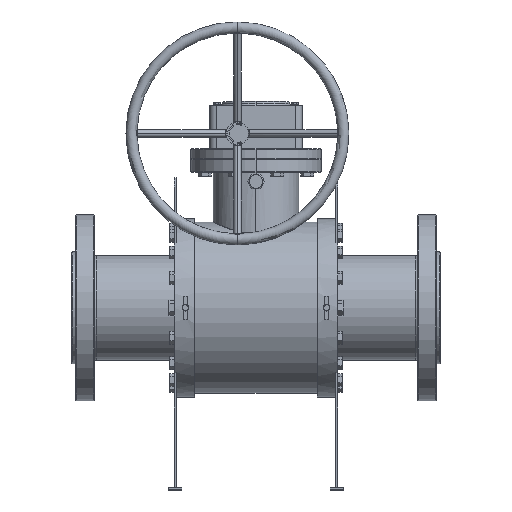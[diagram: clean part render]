
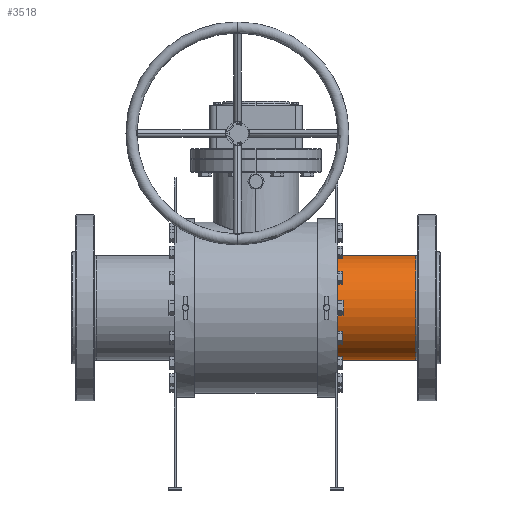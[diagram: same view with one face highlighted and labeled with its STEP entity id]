
A CAD part, top view. The second image highlights one B-rep face of the part: STEP entity #3518.
In plain terms, the highlighted cylindrical face has radius 140.5 mm (diameter 281 mm), a partial arc.
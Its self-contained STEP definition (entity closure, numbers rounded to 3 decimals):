
#167 = ORIENTED_EDGE ( 'NONE', *, *, #28192, .T. ) ;
#1747 = LINE ( 'NONE', #3675, #2647 ) ;
#2094 = EDGE_LOOP ( 'NONE', ( #167, #10100, #4666, #12456 ) ) ;
#2647 = VECTOR ( 'NONE', #24190, 1000. ) ;
#2792 = FACE_OUTER_BOUND ( 'NONE', #2094, .T. ) ;
#3154 = DIRECTION ( 'NONE',  ( 0., 1., 0. ) ) ;
#3518 = ADVANCED_FACE ( 'NONE', ( #2792 ), #4876, .T. ) ;
#3675 = CARTESIAN_POINT ( 'NONE',  ( -495.5, -140.5, 0. ) ) ;
#4071 = CIRCLE ( 'NONE', #10673, 140.5 ) ;
#4666 = ORIENTED_EDGE ( 'NONE', *, *, #5245, .T. ) ;
#4876 = CYLINDRICAL_SURFACE ( 'NONE', #27307, 140.5 ) ;
#5164 = CARTESIAN_POINT ( 'NONE',  ( -495.5, 140.5, 0. ) ) ;
#5245 = EDGE_CURVE ( 'NONE', #28709, #13605, #21177, .T. ) ;
#5289 = CARTESIAN_POINT ( 'NONE',  ( 430.5, 140.5, 0. ) ) ;
#5761 = CARTESIAN_POINT ( 'NONE',  ( 220., -140.5, 0. ) ) ;
#6802 = EDGE_CURVE ( 'NONE', #15437, #13605, #1747, .T. ) ;
#10100 = ORIENTED_EDGE ( 'NONE', *, *, #20819, .T. ) ;
#10673 = AXIS2_PLACEMENT_3D ( 'NONE', #23814, #16731, #3154 ) ;
#12456 = ORIENTED_EDGE ( 'NONE', *, *, #6802, .F. ) ;
#12576 = DIRECTION ( 'NONE',  ( 0., 0., -1. ) ) ;
#13605 = VERTEX_POINT ( 'NONE', #5761 ) ;
#15437 = VERTEX_POINT ( 'NONE', #28048 ) ;
#15931 = DIRECTION ( 'NONE',  ( 0., -1., 0. ) ) ;
#16731 = DIRECTION ( 'NONE',  ( -1., 0., 0. ) ) ;
#17480 = VERTEX_POINT ( 'NONE', #5289 ) ;
#18507 = CARTESIAN_POINT ( 'NONE',  ( 220., 140.5, 0. ) ) ;
#20799 = DIRECTION ( 'NONE',  ( -1., 0., 0. ) ) ;
#20819 = EDGE_CURVE ( 'NONE', #17480, #28709, #23302, .T. ) ;
#21177 = CIRCLE ( 'NONE', #28163, 140.5 ) ;
#21579 = CARTESIAN_POINT ( 'NONE',  ( 220., 0., 0. ) ) ;
#22142 = DIRECTION ( 'NONE',  ( 1., 0., 0. ) ) ;
#23015 = DIRECTION ( 'NONE',  ( -1., 0., 0. ) ) ;
#23302 = LINE ( 'NONE', #5164, #24627 ) ;
#23814 = CARTESIAN_POINT ( 'NONE',  ( 430.5, 0., 0. ) ) ;
#24190 = DIRECTION ( 'NONE',  ( -1., 0., 0. ) ) ;
#24627 = VECTOR ( 'NONE', #23015, 1000. ) ;
#25077 = CARTESIAN_POINT ( 'NONE',  ( -495.5, 0., 0. ) ) ;
#27307 = AXIS2_PLACEMENT_3D ( 'NONE', #25077, #20799, #15931 ) ;
#28048 = CARTESIAN_POINT ( 'NONE',  ( 430.5, -140.5, 0. ) ) ;
#28163 = AXIS2_PLACEMENT_3D ( 'NONE', #21579, #22142, #12576 ) ;
#28192 = EDGE_CURVE ( 'NONE', #15437, #17480, #4071, .T. ) ;
#28709 = VERTEX_POINT ( 'NONE', #18507 ) ;
